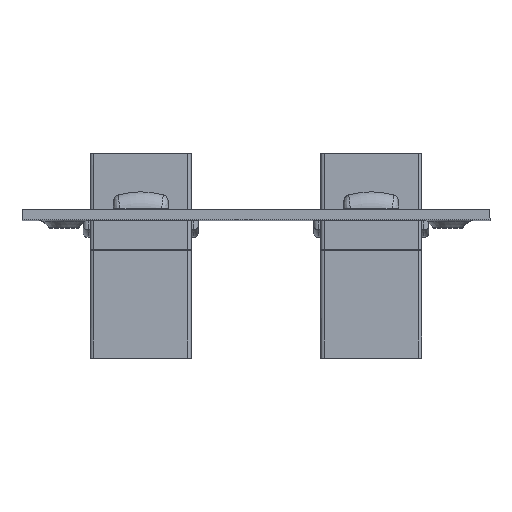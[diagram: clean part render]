
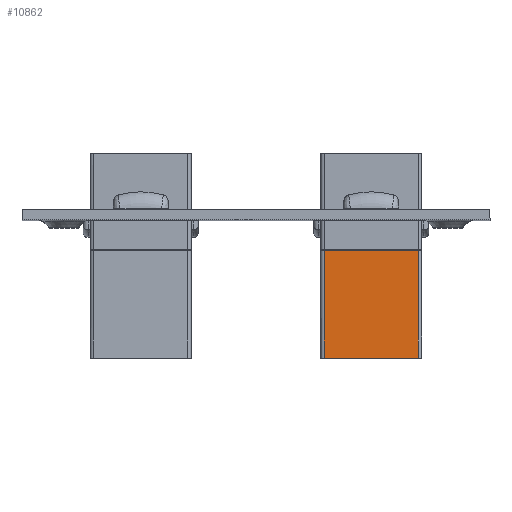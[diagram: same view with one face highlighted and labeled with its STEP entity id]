
A CAD part, top view. The second image highlights one B-rep face of the part: STEP entity #10862.
In plain terms, the highlighted face is planar.
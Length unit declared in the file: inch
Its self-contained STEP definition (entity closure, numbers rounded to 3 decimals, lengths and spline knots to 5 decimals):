
#83 = VERTEX_POINT ( 'NONE', #12220 ) ;
#652 = VERTEX_POINT ( 'NONE', #1119 ) ;
#1119 = CARTESIAN_POINT ( 'NONE',  ( -0.26969, 0.03168, -0.3189 ) ) ;
#1251 = ORIENTED_EDGE ( 'NONE', *, *, #10300, .F. ) ;
#2011 = LINE ( 'NONE', #7901, #6298 ) ;
#2347 = AXIS2_PLACEMENT_3D ( 'NONE', #11925, #5461, #13061 ) ;
#3086 = DIRECTION ( 'NONE',  ( -1., 0., 0. ) ) ;
#3291 = CARTESIAN_POINT ( 'NONE',  ( 0.26969, 0.03168, -0.3189 ) ) ;
#3911 = EDGE_CURVE ( 'NONE', #5279, #652, #13513, .T. ) ;
#4617 = VECTOR ( 'NONE', #13929, 39.37008 ) ;
#4740 = CARTESIAN_POINT ( 'NONE',  ( -0.28937, -0.58661, -0.3189 ) ) ;
#5279 = VERTEX_POINT ( 'NONE', #9177 ) ;
#5461 = DIRECTION ( 'NONE',  ( 0., 0., 1. ) ) ;
#5481 = EDGE_LOOP ( 'NONE', ( #7945, #10436, #1251, #12938 ) ) ;
#6298 = VECTOR ( 'NONE', #13387, 39.37008 ) ;
#6595 = FACE_OUTER_BOUND ( 'NONE', #5481, .T. ) ;
#7005 = VECTOR ( 'NONE', #3086, 39.37008 ) ;
#7313 = VECTOR ( 'NONE', #10418, 39.37008 ) ;
#7419 = LINE ( 'NONE', #12792, #4617 ) ;
#7901 = CARTESIAN_POINT ( 'NONE',  ( 0.26969, 0.58661, -0.3189 ) ) ;
#7945 = ORIENTED_EDGE ( 'NONE', *, *, #8740, .T. ) ;
#8060 = CARTESIAN_POINT ( 'NONE',  ( -0.26969, 0.58661, -0.3189 ) ) ;
#8740 = EDGE_CURVE ( 'NONE', #83, #5279, #12826, .T. ) ;
#9177 = CARTESIAN_POINT ( 'NONE',  ( -0.26969, -0.58661, -0.3189 ) ) ;
#9769 = PLANE ( 'NONE',  #2347 ) ;
#10300 = EDGE_CURVE ( 'NONE', #12993, #652, #7419, .T. ) ;
#10418 = DIRECTION ( 'NONE',  ( 0., 1., 0. ) ) ;
#10436 = ORIENTED_EDGE ( 'NONE', *, *, #3911, .T. ) ;
#10862 = ADVANCED_FACE ( 'NONE', ( #6595 ), #9769, .F. ) ;
#11925 = CARTESIAN_POINT ( 'NONE',  ( -0.28937, 0.58661, -0.3189 ) ) ;
#12220 = CARTESIAN_POINT ( 'NONE',  ( 0.26969, -0.58661, -0.3189 ) ) ;
#12792 = CARTESIAN_POINT ( 'NONE',  ( 0.278, 0.03168, -0.3189 ) ) ;
#12826 = LINE ( 'NONE', #4740, #7005 ) ;
#12938 = ORIENTED_EDGE ( 'NONE', *, *, #13359, .T. ) ;
#12993 = VERTEX_POINT ( 'NONE', #3291 ) ;
#13061 = DIRECTION ( 'NONE',  ( 1., 0., 0. ) ) ;
#13359 = EDGE_CURVE ( 'NONE', #12993, #83, #2011, .T. ) ;
#13387 = DIRECTION ( 'NONE',  ( 0., -1., 0. ) ) ;
#13513 = LINE ( 'NONE', #8060, #7313 ) ;
#13929 = DIRECTION ( 'NONE',  ( -1., 0., 0. ) ) ;
